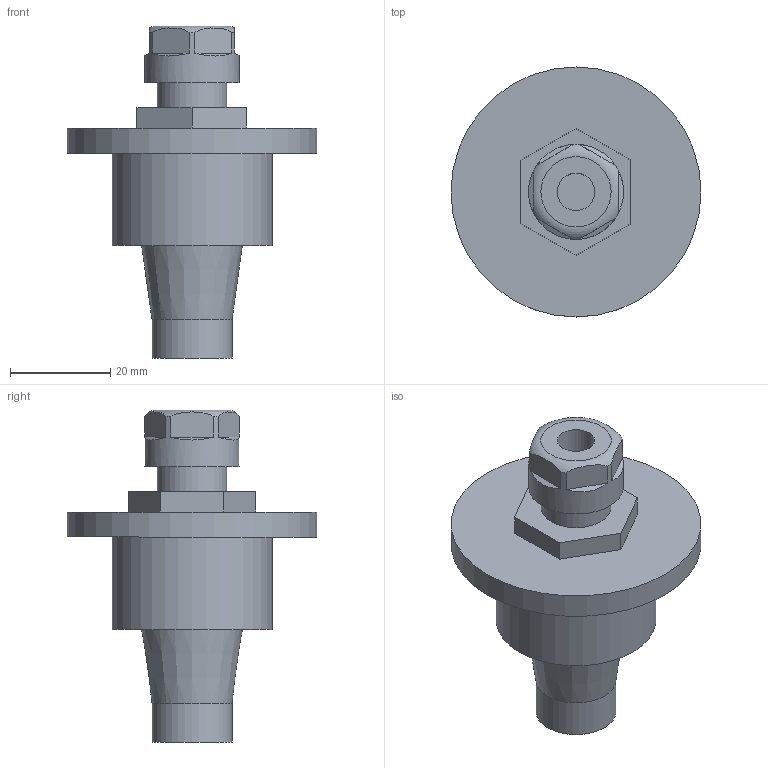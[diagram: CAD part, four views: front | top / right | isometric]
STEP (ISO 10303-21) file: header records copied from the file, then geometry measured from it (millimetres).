
FILE_DESCRIPTION(/* description */ (''),/* implementation_level */ '2;1');
FILE_NAME(/* name */ '836280_stp.stp',/* time_stamp */ '2017-05-15T14:45:31+02:00',/* author */ (''),/* organization */ (''),/* preprocessor_version */ 'ST-DEVELOPER v15',/* originating_system */ 'SIEMENS PLM Software NX 9.0',/* authorisation */ '');
FILE_SCHEMA (('AUTOMOTIVE_DESIGN { 1 0 10303 214 3 1 1 1 }'));
Length unit declared in the file: millimetre
Products named in the file (1): reic1F4CA23Dzaco
Bounding box: 50 x 50 x 66.4 mm (x, y, z)
Volume: 33619.9 mm3; surface area: 10099.5 mm2
Topology: 1 solids, 1 shells, 34 faces, 84 edges, 58 vertices
Faces by surface type: plane 26, cylinder 6, torus 1, cone 1
Full cylindrical faces by diameter (mm): 7.5 x1, 14 x1, 16 x1, 19 x1, 32 x1, 50 x1
Entity records: 1070 total; most frequent: CARTESIAN_POINT 217, DIRECTION 168, ORIENTED_EDGE 146, EDGE_CURVE 73, AXIS2_PLACEMENT_3D 66, VERTEX_POINT 55, EDGE_LOOP 48, LINE 36
